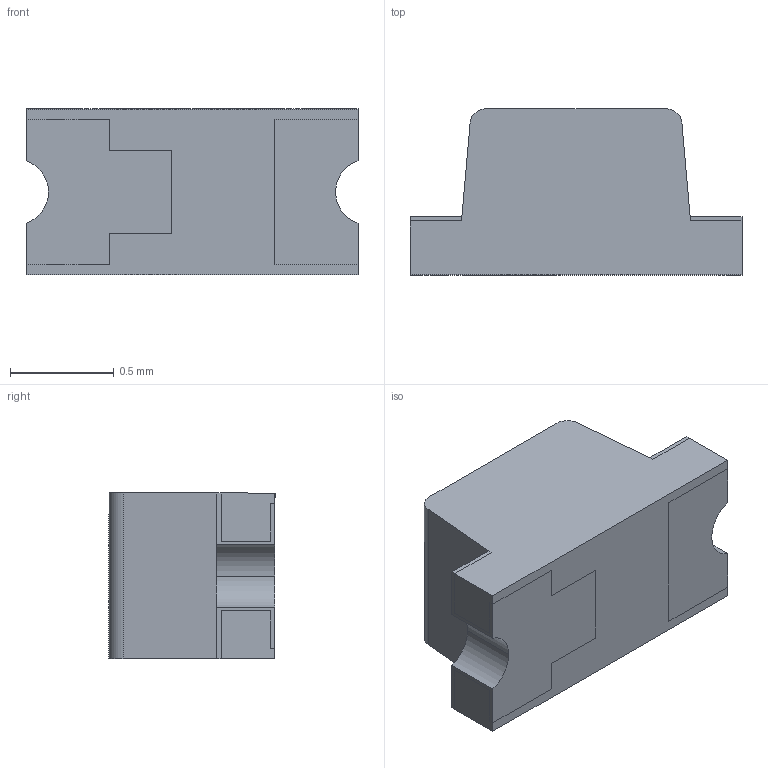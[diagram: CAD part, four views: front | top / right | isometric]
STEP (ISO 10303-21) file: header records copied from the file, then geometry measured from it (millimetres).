
FILE_DESCRIPTION (( 'STEP AP214' ), '1' );
FILE_NAME ('LTST-C190KGKT.STEP', '2023-01-03T15:47:16', ( '' ), ( '' ), 'SwSTEP 2.0', 'SolidWorks 2021', '' );
FILE_SCHEMA (( 'AUTOMOTIVE_DESIGN' ));
Length unit declared in the file: millimetre
Products named in the file (2): LTST-C190KGKT
Assembly tree (1 placements, depth 2):
  LTST-C190KGKT
    LTST-C190KGKT
Bounding box: 1.6 x 0.8 x 0.8 mm (x, y, z)
Volume: 0.8 mm3; surface area: 8.2 mm2
Topology: 3 solids, 3 shells, 65 faces, 177 edges, 118 vertices
Faces by surface type: plane 54, cylinder 11
Entity records: 2117 total; most frequent: CARTESIAN_POINT 364, ORIENTED_EDGE 354, DIRECTION 337, EDGE_CURVE 177, LINE 155, VECTOR 155, VERTEX_POINT 118, AXIS2_PLACEMENT_3D 91
